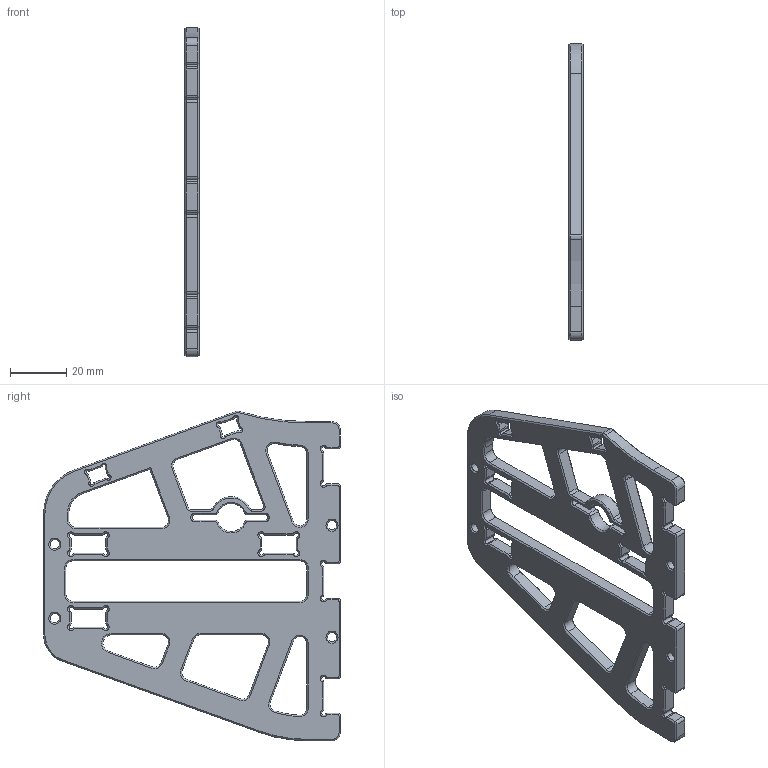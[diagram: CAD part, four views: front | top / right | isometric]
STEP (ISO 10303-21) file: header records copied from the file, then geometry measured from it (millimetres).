
FILE_DESCRIPTION(/* description */ (''),/* implementation_level */ '2;1');
FILE_NAME(/* name */ 'Right Side Plate.step',/* time_stamp */ '2023-09-26T13:36:46-05:00',/* author */ (''),/* organization */ (''),/* preprocessor_version */ 'ST-DEVELOPER v20',/* originating_system */ 'Autodesk Translation Framework v12.9.0.99',/* authorisation */ '');
FILE_SCHEMA (('AUTOMOTIVE_DESIGN { 1 0 10303 214 3 1 1 }'));
Length unit declared in the file: millimetre
Products named in the file (1): Right Side Plate
Bounding box: 5 x 106 x 117.66 mm (x, y, z)
Volume: 29338.5 mm3; surface area: 18095.1 mm2
Topology: 1 solids, 1 shells, 602 faces, 1400 edges, 800 vertices
Faces by surface type: cone 264, plane 206, cylinder 132
Full cylindrical faces by diameter (mm): 3.3 x4
Entity records: 16860 total; most frequent: DIRECTION 3134, CARTESIAN_POINT 2803, ORIENTED_EDGE 2800, EDGE_CURVE 1400, AXIS2_PLACEMENT_3D 1131, LINE 872, VECTOR 872, VERTEX_POINT 800
